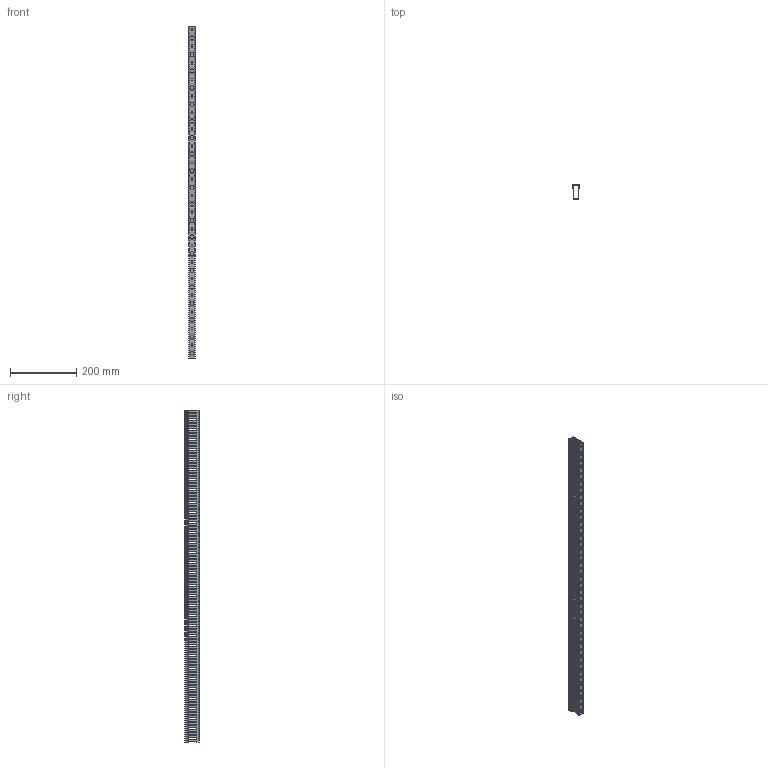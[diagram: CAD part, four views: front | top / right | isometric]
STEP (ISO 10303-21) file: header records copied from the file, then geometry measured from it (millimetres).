
FILE_DESCRIPTION(/* description */ ('Alibre Inc.'),/* implementation_level */ '2;1');
FILE_NAME(/* name */ 'export-8850B7C4-CBE1-4850-A5AC-2278F3F8AFFA',/* time_stamp */ '2022-08-12T15:55:01+02:00',/* author */ (''),/* organization */ (''),/* preprocessor_version */ 'ST-DEVELOPER v17',/* originating_system */ 'Alibre',/* authorisation */ '');
FILE_SCHEMA (('AUTOMOTIVE_DESIGN'));
Length unit declared in the file: millimetre
Products named in the file (3): 1981-1 Wiring duct; 1981-2 Duct cover; 1981 Wiring Duct 43x20 (43mm high, 20mm wide)
Bounding box: 20 x 43 x 1000 mm (x, y, z)
Volume: 142500.4 mm3; surface area: 254135.9 mm2
Topology: 2 solids, 2 shells, 6303 faces, 18897 edges, 12598 vertices
Faces by surface type: cylinder 3401, plane 2902
Entity records: 216840 total; most frequent: CARTESIAN_POINT 44202, ORIENTED_EDGE 37794, DIRECTION 34611, EDGE_CURVE 18897, AXIS2_PLACEMENT_3D 13109, VERTEX_POINT 12598, VECTOR 11295, LINE 11295
